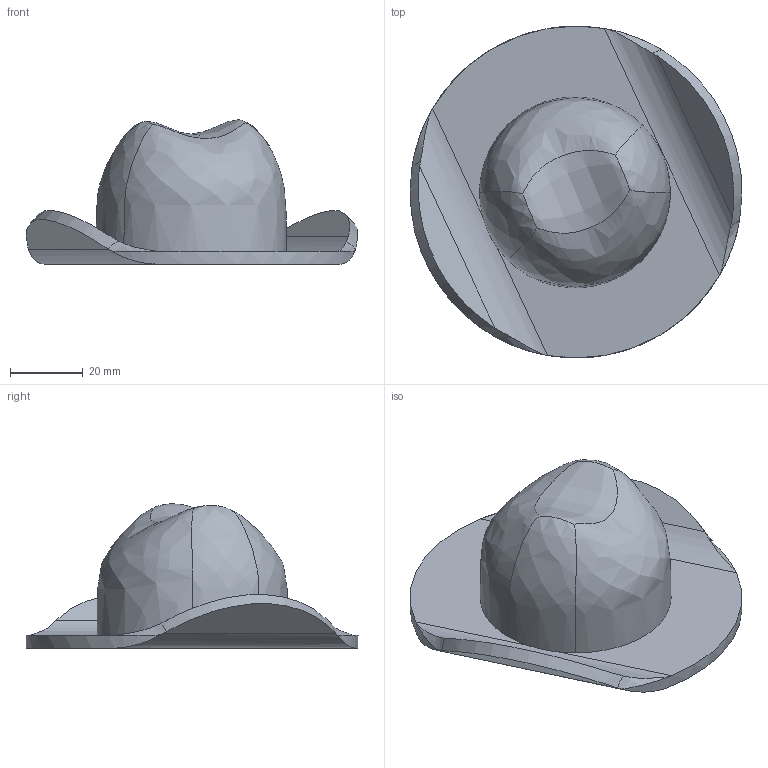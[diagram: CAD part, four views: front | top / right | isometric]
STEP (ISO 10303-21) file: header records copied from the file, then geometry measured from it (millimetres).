
FILE_DESCRIPTION(/* description */ (''),/* implementation_level */ '2;1');
FILE_NAME(/* name */ 'tileHat2.step',/* time_stamp */ '2025-08-23T15:48:02-04:00',/* author */ (''),/* organization */ (''),/* preprocessor_version */ 'ST-DEVELOPER v20.1',/* originating_system */ 'Autodesk Translation Framework v14.10.0.0',/* authorisation */ '');
FILE_SCHEMA (('AUTOMOTIVE_DESIGN { 1 0 10303 214 3 1 1 }'));
Length unit declared in the file: millimetre
Products named in the file (1): meepleCowboyHat
Bounding box: 90.99 x 91 x 39.59 mm (x, y, z)
Volume: 57239.8 mm3; surface area: 22505.9 mm2
Topology: 2 solids, 2 shells, 32 faces, 74 edges, 47 vertices
Faces by surface type: bspline 11, cylinder 10, plane 10, cone 1
Full cylindrical faces by diameter (mm): 10.5 x1, 15.5 x1, 45.5 x2
Entity records: 2256 total; most frequent: CARTESIAN_POINT 1571, ORIENTED_EDGE 144, DIRECTION 107, EDGE_CURVE 72, VERTEX_POINT 47, AXIS2_PLACEMENT_3D 47, EDGE_LOOP 37, B_SPLINE_CURVE_WITH_KNOTS 34
